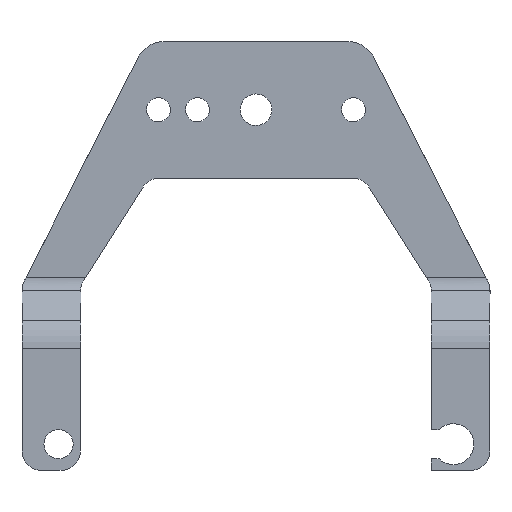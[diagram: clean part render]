
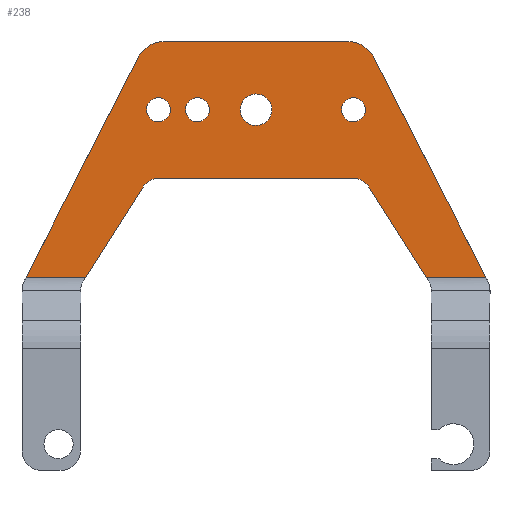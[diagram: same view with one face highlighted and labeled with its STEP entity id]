
A CAD part, left-side view. The second image highlights one B-rep face of the part: STEP entity #238.
In plain terms, the highlighted planar face has unit normal (-1, 0, 0).
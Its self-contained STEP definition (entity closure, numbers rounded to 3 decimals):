
#62=AXIS2_PLACEMENT_3D('Circle Axis2P3D',#60,#61,$) ;
#75=AXIS2_PLACEMENT_3D('Plane Axis2P3D',#72,#73,#74) ;
#88=AXIS2_PLACEMENT_3D('Circle Axis2P3D',#86,#87,$) ;
#102=AXIS2_PLACEMENT_3D('Circle Axis2P3D',#100,#101,$) ;
#130=AXIS2_PLACEMENT_3D('Circle Axis2P3D',#128,#129,$) ;
#144=AXIS2_PLACEMENT_3D('Circle Axis2P3D',#142,#143,$) ;
#177=AXIS2_PLACEMENT_3D('Circle Axis2P3D',#175,#176,$) ;
#186=AXIS2_PLACEMENT_3D('Circle Axis2P3D',#184,#185,$) ;
#195=AXIS2_PLACEMENT_3D('Circle Axis2P3D',#193,#194,$) ;
#204=AXIS2_PLACEMENT_3D('Circle Axis2P3D',#202,#203,$) ;
#213=AXIS2_PLACEMENT_3D('Circle Axis2P3D',#211,#212,$) ;
#222=AXIS2_PLACEMENT_3D('Circle Axis2P3D',#220,#221,$) ;
#231=AXIS2_PLACEMENT_3D('Circle Axis2P3D',#229,#230,$) ;
#43=CARTESIAN_POINT('Vertex',(4.8,25.423,37.777)) ;
#57=CARTESIAN_POINT('Vertex',(4.8,22.577,36.223)) ;
#60=CARTESIAN_POINT('Axis2P3D Location',(4.8,24.,37.)) ;
#72=CARTESIAN_POINT('Axis2P3D Location',(4.8,24.,44.)) ;
#77=CARTESIAN_POINT('Line Origine',(4.8,38.531,24.451)) ;
#81=CARTESIAN_POINT('Vertex',(4.8,41.473,19.828)) ;
#83=CARTESIAN_POINT('Vertex',(4.8,35.589,29.074)) ;
#86=CARTESIAN_POINT('Axis2P3D Location',(4.8,33.902,28.)) ;
#90=CARTESIAN_POINT('Vertex',(4.8,33.902,30.)) ;
#93=CARTESIAN_POINT('Line Origine',(4.8,24.,30.)) ;
#97=CARTESIAN_POINT('Vertex',(4.8,14.098,30.)) ;
#100=CARTESIAN_POINT('Axis2P3D Location',(4.8,14.098,28.)) ;
#104=CARTESIAN_POINT('Vertex',(4.8,12.411,29.074)) ;
#107=CARTESIAN_POINT('Line Origine',(4.8,9.469,24.451)) ;
#111=CARTESIAN_POINT('Vertex',(4.8,6.527,19.828)) ;
#114=CARTESIAN_POINT('Line Origine',(4.8,3.475,19.828)) ;
#118=CARTESIAN_POINT('Vertex',(4.8,0.422,19.828)) ;
#121=CARTESIAN_POINT('Line Origine',(4.8,6.169,31.096)) ;
#125=CARTESIAN_POINT('Vertex',(4.8,11.915,42.363)) ;
#128=CARTESIAN_POINT('Axis2P3D Location',(4.8,14.588,41.)) ;
#132=CARTESIAN_POINT('Vertex',(4.8,14.588,44.)) ;
#135=CARTESIAN_POINT('Line Origine',(4.8,24.,44.)) ;
#139=CARTESIAN_POINT('Vertex',(4.8,33.412,44.)) ;
#142=CARTESIAN_POINT('Axis2P3D Location',(4.8,33.412,41.)) ;
#146=CARTESIAN_POINT('Vertex',(4.8,36.085,42.363)) ;
#149=CARTESIAN_POINT('Line Origine',(4.8,41.831,31.096)) ;
#153=CARTESIAN_POINT('Vertex',(4.8,47.578,19.828)) ;
#156=CARTESIAN_POINT('Line Origine',(4.8,44.525,19.828)) ;
#175=CARTESIAN_POINT('Axis2P3D Location',(4.8,24.,37.)) ;
#184=CARTESIAN_POINT('Axis2P3D Location',(4.8,34.,37.)) ;
#188=CARTESIAN_POINT('Vertex',(4.8,35.079,37.589)) ;
#190=CARTESIAN_POINT('Vertex',(4.8,32.921,36.411)) ;
#193=CARTESIAN_POINT('Axis2P3D Location',(4.8,34.,37.)) ;
#202=CARTESIAN_POINT('Axis2P3D Location',(4.8,30.,37.)) ;
#206=CARTESIAN_POINT('Vertex',(4.8,28.921,36.411)) ;
#208=CARTESIAN_POINT('Vertex',(4.8,31.079,37.589)) ;
#211=CARTESIAN_POINT('Axis2P3D Location',(4.8,30.,37.)) ;
#220=CARTESIAN_POINT('Axis2P3D Location',(4.8,14.,37.)) ;
#224=CARTESIAN_POINT('Vertex',(4.8,12.921,36.411)) ;
#226=CARTESIAN_POINT('Vertex',(4.8,15.079,37.589)) ;
#229=CARTESIAN_POINT('Axis2P3D Location',(4.8,14.,37.)) ;
#61=DIRECTION('Axis2P3D Direction',(1.,0.,0.)) ;
#73=DIRECTION('Axis2P3D Direction',(-1.,0.,0.)) ;
#74=DIRECTION('Axis2P3D XDirection',(0.,-1.,0.)) ;
#78=DIRECTION('Vector Direction',(0.,-0.537,0.844)) ;
#87=DIRECTION('Axis2P3D Direction',(-1.,0.,0.)) ;
#94=DIRECTION('Vector Direction',(0.,1.,0.)) ;
#101=DIRECTION('Axis2P3D Direction',(-1.,0.,0.)) ;
#108=DIRECTION('Vector Direction',(0.,0.537,0.844)) ;
#115=DIRECTION('Vector Direction',(0.,1.,0.)) ;
#122=DIRECTION('Vector Direction',(0.,-0.454,-0.891)) ;
#129=DIRECTION('Axis2P3D Direction',(-1.,0.,0.)) ;
#136=DIRECTION('Vector Direction',(0.,-1.,0.)) ;
#143=DIRECTION('Axis2P3D Direction',(-1.,0.,0.)) ;
#150=DIRECTION('Vector Direction',(0.,0.454,-0.891)) ;
#157=DIRECTION('Vector Direction',(0.,1.,0.)) ;
#176=DIRECTION('Axis2P3D Direction',(-1.,0.,0.)) ;
#185=DIRECTION('Axis2P3D Direction',(-1.,0.,0.)) ;
#194=DIRECTION('Axis2P3D Direction',(-1.,0.,0.)) ;
#203=DIRECTION('Axis2P3D Direction',(-1.,0.,0.)) ;
#212=DIRECTION('Axis2P3D Direction',(-1.,0.,0.)) ;
#221=DIRECTION('Axis2P3D Direction',(-1.,0.,0.)) ;
#230=DIRECTION('Axis2P3D Direction',(-1.,0.,0.)) ;
#79=VECTOR('Line Direction',#78,1.) ;
#95=VECTOR('Line Direction',#94,1.) ;
#109=VECTOR('Line Direction',#108,1.) ;
#116=VECTOR('Line Direction',#115,1.) ;
#123=VECTOR('Line Direction',#122,1.) ;
#137=VECTOR('Line Direction',#136,1.) ;
#151=VECTOR('Line Direction',#150,1.) ;
#158=VECTOR('Line Direction',#157,1.) ;
#162=ORIENTED_EDGE('',*,*,#85,.T.) ;
#163=ORIENTED_EDGE('',*,*,#92,.T.) ;
#164=ORIENTED_EDGE('',*,*,#99,.T.) ;
#165=ORIENTED_EDGE('',*,*,#106,.T.) ;
#166=ORIENTED_EDGE('',*,*,#113,.T.) ;
#167=ORIENTED_EDGE('',*,*,#120,.T.) ;
#168=ORIENTED_EDGE('',*,*,#127,.T.) ;
#169=ORIENTED_EDGE('',*,*,#134,.T.) ;
#170=ORIENTED_EDGE('',*,*,#141,.T.) ;
#171=ORIENTED_EDGE('',*,*,#148,.T.) ;
#172=ORIENTED_EDGE('',*,*,#155,.T.) ;
#173=ORIENTED_EDGE('',*,*,#160,.F.) ;
#181=ORIENTED_EDGE('',*,*,#179,.F.) ;
#182=ORIENTED_EDGE('',*,*,#64,.F.) ;
#199=ORIENTED_EDGE('',*,*,#192,.F.) ;
#200=ORIENTED_EDGE('',*,*,#197,.F.) ;
#217=ORIENTED_EDGE('',*,*,#210,.F.) ;
#218=ORIENTED_EDGE('',*,*,#215,.F.) ;
#235=ORIENTED_EDGE('',*,*,#228,.F.) ;
#236=ORIENTED_EDGE('',*,*,#233,.F.) ;
#183=FACE_BOUND('',#180,.T.) ;
#201=FACE_BOUND('',#198,.T.) ;
#219=FACE_BOUND('',#216,.T.) ;
#237=FACE_BOUND('',#234,.T.) ;
#238=ADVANCED_FACE('Hauptk\X2\00F6\X0\rper',(#174,#183,#201,#219,#237),#76,.T.) ;
#63=CIRCLE('generated circle',#62,1.621) ;
#89=CIRCLE('generated circle',#88,2.) ;
#103=CIRCLE('generated circle',#102,2.) ;
#131=CIRCLE('generated circle',#130,3.) ;
#145=CIRCLE('generated circle',#144,3.) ;
#178=CIRCLE('generated circle',#177,1.621) ;
#187=CIRCLE('generated circle',#186,1.23) ;
#196=CIRCLE('generated circle',#195,1.23) ;
#205=CIRCLE('generated circle',#204,1.23) ;
#214=CIRCLE('generated circle',#213,1.23) ;
#223=CIRCLE('generated circle',#222,1.23) ;
#232=CIRCLE('generated circle',#231,1.23) ;
#64=EDGE_CURVE('',#58,#44,#63,.F.) ;
#85=EDGE_CURVE('',#82,#84,#80,.T.) ;
#92=EDGE_CURVE('',#84,#91,#89,.F.) ;
#99=EDGE_CURVE('',#91,#98,#96,.F.) ;
#106=EDGE_CURVE('',#98,#105,#103,.F.) ;
#113=EDGE_CURVE('',#105,#112,#110,.F.) ;
#120=EDGE_CURVE('',#112,#119,#117,.F.) ;
#127=EDGE_CURVE('',#119,#126,#124,.F.) ;
#134=EDGE_CURVE('',#126,#133,#131,.T.) ;
#141=EDGE_CURVE('',#133,#140,#138,.F.) ;
#148=EDGE_CURVE('',#140,#147,#145,.T.) ;
#155=EDGE_CURVE('',#147,#154,#152,.T.) ;
#160=EDGE_CURVE('',#82,#154,#159,.T.) ;
#179=EDGE_CURVE('',#44,#58,#178,.T.) ;
#192=EDGE_CURVE('',#189,#191,#187,.T.) ;
#197=EDGE_CURVE('',#191,#189,#196,.T.) ;
#210=EDGE_CURVE('',#207,#209,#205,.T.) ;
#215=EDGE_CURVE('',#209,#207,#214,.T.) ;
#228=EDGE_CURVE('',#225,#227,#223,.T.) ;
#233=EDGE_CURVE('',#227,#225,#232,.T.) ;
#161=EDGE_LOOP('',(#162,#163,#164,#165,#166,#167,#168,#169,#170,#171,#172,#173)) ;
#180=EDGE_LOOP('',(#181,#182)) ;
#198=EDGE_LOOP('',(#199,#200)) ;
#216=EDGE_LOOP('',(#217,#218)) ;
#234=EDGE_LOOP('',(#235,#236)) ;
#174=FACE_OUTER_BOUND('',#161,.T.) ;
#80=LINE('Line',#77,#79) ;
#96=LINE('Line',#93,#95) ;
#110=LINE('Line',#107,#109) ;
#117=LINE('Line',#114,#116) ;
#124=LINE('Line',#121,#123) ;
#138=LINE('Line',#135,#137) ;
#152=LINE('Line',#149,#151) ;
#159=LINE('Line',#156,#158) ;
#76=PLANE('',#75) ;
#44=VERTEX_POINT('',#43) ;
#58=VERTEX_POINT('',#57) ;
#82=VERTEX_POINT('',#81) ;
#84=VERTEX_POINT('',#83) ;
#91=VERTEX_POINT('',#90) ;
#98=VERTEX_POINT('',#97) ;
#105=VERTEX_POINT('',#104) ;
#112=VERTEX_POINT('',#111) ;
#119=VERTEX_POINT('',#118) ;
#126=VERTEX_POINT('',#125) ;
#133=VERTEX_POINT('',#132) ;
#140=VERTEX_POINT('',#139) ;
#147=VERTEX_POINT('',#146) ;
#154=VERTEX_POINT('',#153) ;
#189=VERTEX_POINT('',#188) ;
#191=VERTEX_POINT('',#190) ;
#207=VERTEX_POINT('',#206) ;
#209=VERTEX_POINT('',#208) ;
#225=VERTEX_POINT('',#224) ;
#227=VERTEX_POINT('',#226) ;
